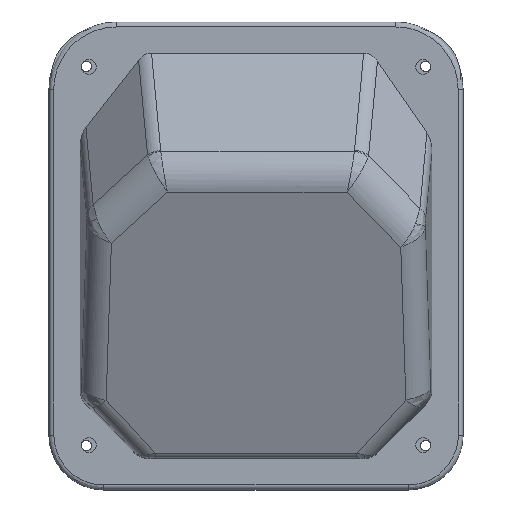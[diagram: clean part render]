
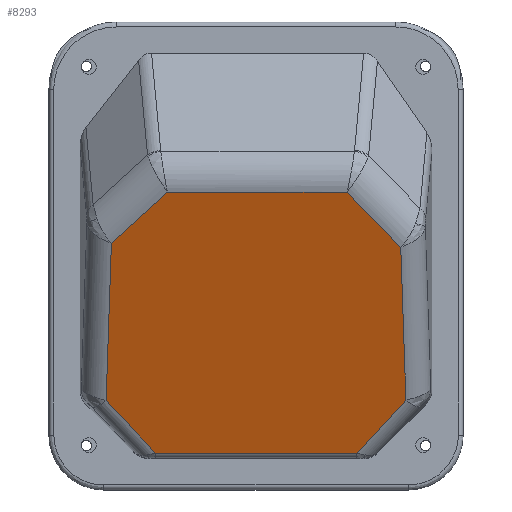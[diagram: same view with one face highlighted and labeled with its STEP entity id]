
A CAD part, top view. The second image highlights one B-rep face of the part: STEP entity #8293.
In plain terms, the highlighted planar face has unit normal (0, -0.358, 0.934).
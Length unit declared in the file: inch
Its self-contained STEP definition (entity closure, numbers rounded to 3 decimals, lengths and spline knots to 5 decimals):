
#124 = EDGE_CURVE ( 'NONE', #805, #300, #7450, .T. ) ;
#300 = VERTEX_POINT ( 'NONE', #9220 ) ;
#522 = VECTOR ( 'NONE', #2229, 39.37008 ) ;
#571 = LINE ( 'NONE', #8966, #1841 ) ;
#671 = FACE_OUTER_BOUND ( 'NONE', #8994, .T. ) ;
#805 = VERTEX_POINT ( 'NONE', #5998 ) ;
#815 = DIRECTION ( 'NONE',  ( 0.031, -0.933, -0.358 ) ) ;
#838 = VECTOR ( 'NONE', #1553, 39.37008 ) ;
#1044 = CARTESIAN_POINT ( 'NONE',  ( -2.23812, 1.64355, 2.08848 ) ) ;
#1186 = EDGE_CURVE ( 'NONE', #1987, #10540, #6925, .T. ) ;
#1209 = CARTESIAN_POINT ( 'NONE',  ( 2.77418, 1.49683, 2.03217 ) ) ;
#1375 = LINE ( 'NONE', #6958, #2913 ) ;
#1390 = CARTESIAN_POINT ( 'NONE',  ( 2.28199, 0.25322, 1.55479 ) ) ;
#1411 = CARTESIAN_POINT ( 'NONE',  ( 2.77418, 1.12496, 1.88942 ) ) ;
#1486 = LINE ( 'NONE', #5413, #3141 ) ;
#1553 = DIRECTION ( 'NONE',  ( -0.654, -0.706, -0.271 ) ) ;
#1606 = DIRECTION ( 'NONE',  ( -0.66, 0.702, 0.269 ) ) ;
#1841 = VECTOR ( 'NONE', #1606, 39.37008 ) ;
#1979 = LINE ( 'NONE', #10521, #838 ) ;
#1987 = VERTEX_POINT ( 'NONE', #8168 ) ;
#2020 = LINE ( 'NONE', #2349, #6007 ) ;
#2190 = DIRECTION ( 'NONE',  ( -1., 0., 0. ) ) ;
#2229 = DIRECTION ( 'NONE',  ( 1., 0., 0. ) ) ;
#2349 = CARTESIAN_POINT ( 'NONE',  ( 1.84088, 0.7082, 1.72944 ) ) ;
#2631 = ORIENTED_EDGE ( 'NONE', *, *, #5265, .F. ) ;
#2633 = EDGE_CURVE ( 'NONE', #10540, #805, #1375, .T. ) ;
#2793 = DIRECTION ( 'NONE',  ( 0.031, 0.933, 0.358 ) ) ;
#2913 = VECTOR ( 'NONE', #10261, 39.37008 ) ;
#3141 = VECTOR ( 'NONE', #2190, 39.37008 ) ;
#3323 = ORIENTED_EDGE ( 'NONE', *, *, #6142, .F. ) ;
#3607 = ORIENTED_EDGE ( 'NONE', *, *, #1186, .F. ) ;
#3666 = EDGE_CURVE ( 'NONE', #300, #9265, #2020, .T. ) ;
#3755 = ORIENTED_EDGE ( 'NONE', *, *, #6134, .F. ) ;
#3980 = CARTESIAN_POINT ( 'NONE',  ( -1.58306, -2.99248, 0.30888 ) ) ;
#4257 = ORIENTED_EDGE ( 'NONE', *, *, #5373, .F. ) ;
#5067 = VECTOR ( 'NONE', #815, 39.37008 ) ;
#5265 = EDGE_CURVE ( 'NONE', #5631, #7965, #1486, .T. ) ;
#5373 = EDGE_CURVE ( 'NONE', #9641, #5631, #1979, .T. ) ;
#5413 = CARTESIAN_POINT ( 'NONE',  ( 2.77418, -2.99248, 0.30888 ) ) ;
#5627 = ORIENTED_EDGE ( 'NONE', *, *, #2633, .F. ) ;
#5631 = VERTEX_POINT ( 'NONE', #10062 ) ;
#5635 = DIRECTION ( 'NONE',  ( 0.671, -0.692, -0.266 ) ) ;
#5704 = CARTESIAN_POINT ( 'NONE',  ( 2.36287, -2.155, 0.63036 ) ) ;
#5799 = ORIENTED_EDGE ( 'NONE', *, *, #3666, .F. ) ;
#5836 = CARTESIAN_POINT ( 'NONE',  ( -2.28265, 0.31772, 1.57955 ) ) ;
#5998 = CARTESIAN_POINT ( 'NONE',  ( -1.3983, 1.12496, 1.88942 ) ) ;
#6007 = VECTOR ( 'NONE', #5635, 39.37008 ) ;
#6134 = EDGE_CURVE ( 'NONE', #9265, #9641, #7256, .T. ) ;
#6142 = EDGE_CURVE ( 'NONE', #7965, #1987, #571, .T. ) ;
#6623 = ORIENTED_EDGE ( 'NONE', *, *, #124, .F. ) ;
#6661 = VECTOR ( 'NONE', #2793, 39.37008 ) ;
#6925 = LINE ( 'NONE', #1044, #6661 ) ;
#6958 = CARTESIAN_POINT ( 'NONE',  ( 0.934, 3.25389, 2.70664 ) ) ;
#7256 = LINE ( 'NONE', #8928, #5067 ) ;
#7450 = LINE ( 'NONE', #1411, #522 ) ;
#7735 = PLANE ( 'NONE',  #9713 ) ;
#7965 = VERTEX_POINT ( 'NONE', #3980 ) ;
#8168 = CARTESIAN_POINT ( 'NONE',  ( -2.36586, -2.15994, 0.62846 ) ) ;
#8293 = ADVANCED_FACE ( 'NONE', ( #671 ), #7735, .F. ) ;
#8928 = CARTESIAN_POINT ( 'NONE',  ( 2.39649, -3.15612, 0.24607 ) ) ;
#8966 = CARTESIAN_POINT ( 'NONE',  ( -2.07086, -2.47369, 0.50803 ) ) ;
#8994 = EDGE_LOOP ( 'NONE', ( #4257, #3755, #5799, #6623, #5627, #3607, #3323, #2631 ) ) ;
#9220 = CARTESIAN_POINT ( 'NONE',  ( 1.43684, 1.12496, 1.88942 ) ) ;
#9265 = VERTEX_POINT ( 'NONE', #1390 ) ;
#9567 = DIRECTION ( 'NONE',  ( 0., 0.358, -0.934 ) ) ;
#9641 = VERTEX_POINT ( 'NONE', #5704 ) ;
#9713 = AXIS2_PLACEMENT_3D ( 'NONE', #1209, #9567, #10494 ) ;
#10062 = CARTESIAN_POINT ( 'NONE',  ( 1.58782, -2.99248, 0.30888 ) ) ;
#10261 = DIRECTION ( 'NONE',  ( 0.715, 0.653, 0.251 ) ) ;
#10494 = DIRECTION ( 'NONE',  ( 0., 0.934, 0.358 ) ) ;
#10521 = CARTESIAN_POINT ( 'NONE',  ( 4.47378, 0.12592, 1.50592 ) ) ;
#10540 = VERTEX_POINT ( 'NONE', #5836 ) ;
